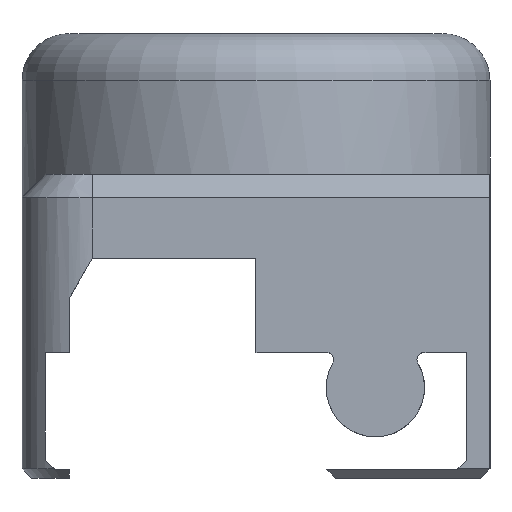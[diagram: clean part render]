
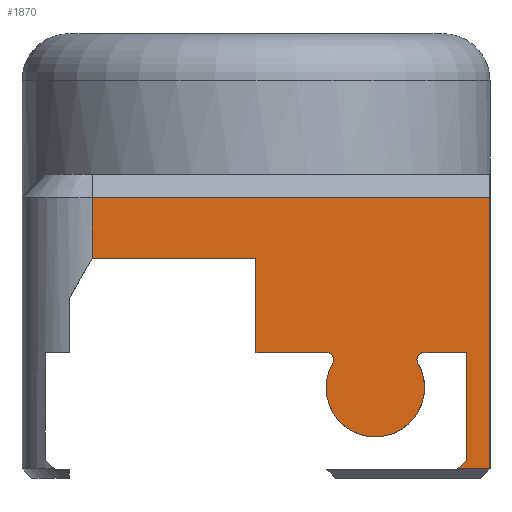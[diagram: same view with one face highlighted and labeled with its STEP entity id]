
A CAD part, left-side view. The second image highlights one B-rep face of the part: STEP entity #1870.
In plain terms, the highlighted planar face has unit normal (-1, 0, 0).
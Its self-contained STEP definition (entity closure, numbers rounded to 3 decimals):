
#71=PLANE('',#2021);
#150=FACE_OUTER_BOUND('',#248,.T.);
#248=EDGE_LOOP('',(#1460,#1461,#1462,#1463,#1464,#1465,#1466,#1467,#1468,
#1469,#1470,#1471,#1472));
#330=CIRCLE('',#1957,0.3);
#334=CIRCLE('',#1965,2.1);
#335=CIRCLE('',#1967,0.3);
#425=LINE('',#2940,#598);
#448=LINE('',#3155,#621);
#461=LINE('',#3184,#634);
#462=LINE('',#3187,#635);
#508=LINE('',#3374,#681);
#509=LINE('',#3376,#682);
#510=LINE('',#3378,#683);
#511=LINE('',#3380,#684);
#512=LINE('',#3382,#685);
#513=LINE('',#3383,#686);
#598=VECTOR('',#2144,10.);
#621=VECTOR('',#2209,10.);
#634=VECTOR('',#2234,10.);
#635=VECTOR('',#2237,10.);
#681=VECTOR('',#2367,1000.);
#682=VECTOR('',#2368,1000.);
#683=VECTOR('',#2369,1000.);
#684=VECTOR('',#2370,1000.);
#685=VECTOR('',#2371,10.);
#686=VECTOR('',#2372,10.);
#783=VERTEX_POINT('',#2937);
#784=VERTEX_POINT('',#2939);
#795=VERTEX_POINT('',#2991);
#813=VERTEX_POINT('',#3090);
#815=VERTEX_POINT('',#3109);
#821=VERTEX_POINT('',#3153);
#831=VERTEX_POINT('',#3182);
#832=VERTEX_POINT('',#3186);
#879=VERTEX_POINT('',#3373);
#880=VERTEX_POINT('',#3375);
#881=VERTEX_POINT('',#3377);
#882=VERTEX_POINT('',#3379);
#883=VERTEX_POINT('',#3381);
#974=EDGE_CURVE('',#784,#783,#425,.T.);
#988=EDGE_CURVE('',#783,#795,#330,.T.);
#1007=EDGE_CURVE('',#795,#813,#334,.T.);
#1010=EDGE_CURVE('',#813,#815,#335,.T.);
#1019=EDGE_CURVE('',#815,#821,#448,.T.);
#1034=EDGE_CURVE('',#821,#831,#461,.T.);
#1035=EDGE_CURVE('',#831,#832,#462,.T.);
#1108=EDGE_CURVE('',#832,#879,#508,.T.);
#1109=EDGE_CURVE('',#880,#879,#509,.T.);
#1110=EDGE_CURVE('',#880,#881,#510,.T.);
#1111=EDGE_CURVE('',#881,#882,#511,.T.);
#1112=EDGE_CURVE('',#882,#883,#512,.T.);
#1113=EDGE_CURVE('',#883,#784,#513,.T.);
#1460=ORIENTED_EDGE('',*,*,#974,.T.);
#1461=ORIENTED_EDGE('',*,*,#988,.T.);
#1462=ORIENTED_EDGE('',*,*,#1007,.T.);
#1463=ORIENTED_EDGE('',*,*,#1010,.T.);
#1464=ORIENTED_EDGE('',*,*,#1019,.T.);
#1465=ORIENTED_EDGE('',*,*,#1034,.T.);
#1466=ORIENTED_EDGE('',*,*,#1035,.T.);
#1467=ORIENTED_EDGE('',*,*,#1108,.T.);
#1468=ORIENTED_EDGE('',*,*,#1109,.F.);
#1469=ORIENTED_EDGE('',*,*,#1110,.T.);
#1470=ORIENTED_EDGE('',*,*,#1111,.T.);
#1471=ORIENTED_EDGE('',*,*,#1112,.T.);
#1472=ORIENTED_EDGE('',*,*,#1113,.T.);
#1870=ADVANCED_FACE('',(#150),#71,.F.);
#1957=AXIS2_PLACEMENT_3D('',#2993,#2165,#2166);
#1965=AXIS2_PLACEMENT_3D('',#3092,#2188,#2189);
#1967=AXIS2_PLACEMENT_3D('',#3111,#2193,#2194);
#2021=AXIS2_PLACEMENT_3D('',#3372,#2365,#2366);
#2144=DIRECTION('',(0.,-1.,0.));
#2165=DIRECTION('center_axis',(1.,0.,0.));
#2166=DIRECTION('ref_axis',(0.,0.,
1.));
#2188=DIRECTION('center_axis',(-1.,0.,0.));
#2189=DIRECTION('ref_axis',(0.,-0.866,0.5));
#2193=DIRECTION('center_axis',(1.,0.,0.));
#2194=DIRECTION('ref_axis',(0.,0.866,-0.5));
#2209=DIRECTION('',(0.,-1.,0.));
#2234=DIRECTION('',(0.,0.,-1.));
#2237=DIRECTION('',(0.,0.707,-0.707));
#2365=DIRECTION('center_axis',(1.,0.,0.));
#2366=DIRECTION('ref_axis',(0.,0.,-1.));
#2367=DIRECTION('',(0.,-1.,0.));
#2368=DIRECTION('',(0.,0.,-1.));
#2369=DIRECTION('',(0.,1.,0.));
#2370=DIRECTION('',(0.,0.,-1.));
#2371=DIRECTION('',(0.,-1.,0.));
#2372=DIRECTION('',(0.,0.,-1.));
#2937=CARTESIAN_POINT('',(0.,6.978,5.375));
#2939=CARTESIAN_POINT('',(0.,10.,5.375));
#2940=CARTESIAN_POINT('',(0.,3.489,5.375));
#2991=CARTESIAN_POINT('',(0.,6.719,4.925));
#2993=CARTESIAN_POINT('Origin',(0.,6.978,5.075));
#3090=CARTESIAN_POINT('',(0.,3.081,4.925));
#3092=CARTESIAN_POINT('Origin',(0.,4.9,3.875));
#3109=CARTESIAN_POINT('',(0.,2.822,5.375));
#3111=CARTESIAN_POINT('Origin',(0.,2.822,5.075));
#3153=CARTESIAN_POINT('',(0.,1.,5.375));
#3155=CARTESIAN_POINT('',(0.,0.5,5.375));
#3182=CARTESIAN_POINT('',(0.,1.,0.775));
#3184=CARTESIAN_POINT('',(0.,1.,6.888));
#3186=CARTESIAN_POINT('',(0.,1.375,0.4));
#3187=CARTESIAN_POINT('',(0.,-2.106,3.881));
#3372=CARTESIAN_POINT('Origin',(0.,0.,13.));
#3373=CARTESIAN_POINT('',(0.,0.,0.4));
#3374=CARTESIAN_POINT('',(0.,0.,0.4));
#3375=CARTESIAN_POINT('',(0.,0.,12.));
#3376=CARTESIAN_POINT('',(0.,0.,13.));
#3377=CARTESIAN_POINT('',(0.,17.,12.));
#3378=CARTESIAN_POINT('',(0.,0.,12.));
#3379=CARTESIAN_POINT('',(0.,17.,9.394));
#3380=CARTESIAN_POINT('',(0.,17.,13.));
#3381=CARTESIAN_POINT('',(0.,10.,9.394));
#3382=CARTESIAN_POINT('',(0.,5.,9.394));
#3383=CARTESIAN_POINT('',(0.,10.,6.469));
